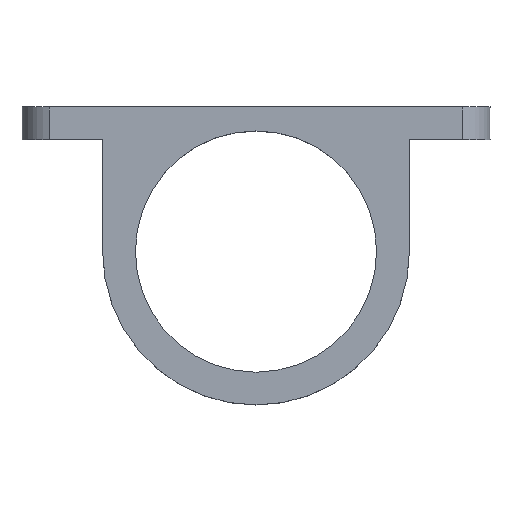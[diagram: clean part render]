
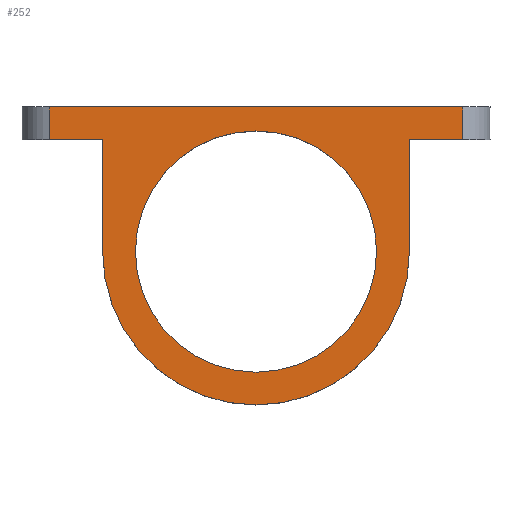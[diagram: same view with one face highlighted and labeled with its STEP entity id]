
A CAD part, top view. The second image highlights one B-rep face of the part: STEP entity #252.
In plain terms, the highlighted planar face has unit normal (0, 0, 1).
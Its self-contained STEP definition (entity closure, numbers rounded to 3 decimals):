
#19=FACE_BOUND('',#57,.T.);
#26=PLANE('',#300);
#39=FACE_OUTER_BOUND('',#56,.T.);
#56=EDGE_LOOP('',(#217,#218,#219,#220,#221,#222,#223,#224));
#57=EDGE_LOOP('',(#225));
#62=LINE('',#390,#83);
#64=LINE('',#395,#85);
#67=LINE('',#408,#88);
#69=LINE('',#414,#90);
#72=LINE('',#420,#93);
#76=LINE('',#426,#97);
#80=LINE('',#438,#101);
#83=VECTOR('',#318,10.);
#85=VECTOR('',#322,10.);
#88=VECTOR('',#335,10.);
#90=VECTOR('',#341,10.);
#93=VECTOR('',#346,10.);
#97=VECTOR('',#352,10.);
#101=VECTOR('',#364,10.);
#111=CIRCLE('',#295,11.05);
#113=CIRCLE('',#299,14.05);
#117=VERTEX_POINT('',#384);
#119=VERTEX_POINT('',#388);
#120=VERTEX_POINT('',#392);
#124=VERTEX_POINT('',#404);
#126=VERTEX_POINT('',#407);
#128=VERTEX_POINT('',#413);
#130=VERTEX_POINT('',#419);
#133=VERTEX_POINT('',#430);
#135=VERTEX_POINT('',#436);
#142=EDGE_CURVE('',#117,#119,#62,.T.);
#144=EDGE_CURVE('',#120,#119,#64,.T.);
#150=EDGE_CURVE('',#124,#126,#67,.T.);
#153=EDGE_CURVE('',#126,#128,#69,.T.);
#156=EDGE_CURVE('',#130,#128,#72,.T.);
#160=EDGE_CURVE('',#124,#117,#76,.T.);
#163=EDGE_CURVE('',#133,#133,#111,.T.);
#166=EDGE_CURVE('',#120,#135,#80,.T.);
#168=EDGE_CURVE('',#135,#130,#113,.T.);
#217=ORIENTED_EDGE('',*,*,#160,.T.);
#218=ORIENTED_EDGE('',*,*,#142,.T.);
#219=ORIENTED_EDGE('',*,*,#144,.F.);
#220=ORIENTED_EDGE('',*,*,#166,.T.);
#221=ORIENTED_EDGE('',*,*,#168,.T.);
#222=ORIENTED_EDGE('',*,*,#156,.T.);
#223=ORIENTED_EDGE('',*,*,#153,.F.);
#224=ORIENTED_EDGE('',*,*,#150,.F.);
#225=ORIENTED_EDGE('',*,*,#163,.T.);
#252=ADVANCED_FACE('',(#39,#19),#26,.T.);
#295=AXIS2_PLACEMENT_3D('',#432,#358,#359);
#299=AXIS2_PLACEMENT_3D('',#441,#369,#370);
#300=AXIS2_PLACEMENT_3D('',#442,#371,#372);
#318=DIRECTION('',(0.,-1.,0.));
#322=DIRECTION('',(-1.,0.,0.));
#335=DIRECTION('',(0.,-1.,0.));
#341=DIRECTION('',(-1.,0.,0.));
#346=DIRECTION('',(0.,1.,0.));
#352=DIRECTION('',(-1.,0.,0.));
#358=DIRECTION('center_axis',(0.,0.,-1.));
#359=DIRECTION('ref_axis',(-1.,0.,0.));
#364=DIRECTION('',(0.,-1.,0.));
#369=DIRECTION('center_axis',(0.,0.,1.));
#370=DIRECTION('ref_axis',(-0.333,0.943,0.));
#371=DIRECTION('center_axis',(0.,0.,1.));
#372=DIRECTION('ref_axis',(1.,0.,0.));
#384=CARTESIAN_POINT('',(-18.95,13.25,0.));
#388=CARTESIAN_POINT('',(-18.95,10.25,0.));
#390=CARTESIAN_POINT('',(-18.95,13.25,0.));
#392=CARTESIAN_POINT('',(-14.05,10.25,0.));
#395=CARTESIAN_POINT('',(-21.45,10.25,0.));
#404=CARTESIAN_POINT('',(18.95,13.25,0.));
#407=CARTESIAN_POINT('',(18.95,10.25,0.));
#408=CARTESIAN_POINT('',(18.95,13.25,0.));
#413=CARTESIAN_POINT('',(14.05,10.25,0.));
#414=CARTESIAN_POINT('',(14.05,10.25,0.));
#419=CARTESIAN_POINT('',(14.05,0.,0.));
#420=CARTESIAN_POINT('',(14.05,0.,0.));
#426=CARTESIAN_POINT('',(14.05,13.25,0.));
#430=CARTESIAN_POINT('',(11.05,0.,0.));
#432=CARTESIAN_POINT('Origin',(0.,0.,0.));
#436=CARTESIAN_POINT('',(-14.05,0.,0.));
#438=CARTESIAN_POINT('',(-14.05,13.25,0.));
#441=CARTESIAN_POINT('Origin',(0.,0.,0.));
#442=CARTESIAN_POINT('Origin',(0.,-0.4,0.));
